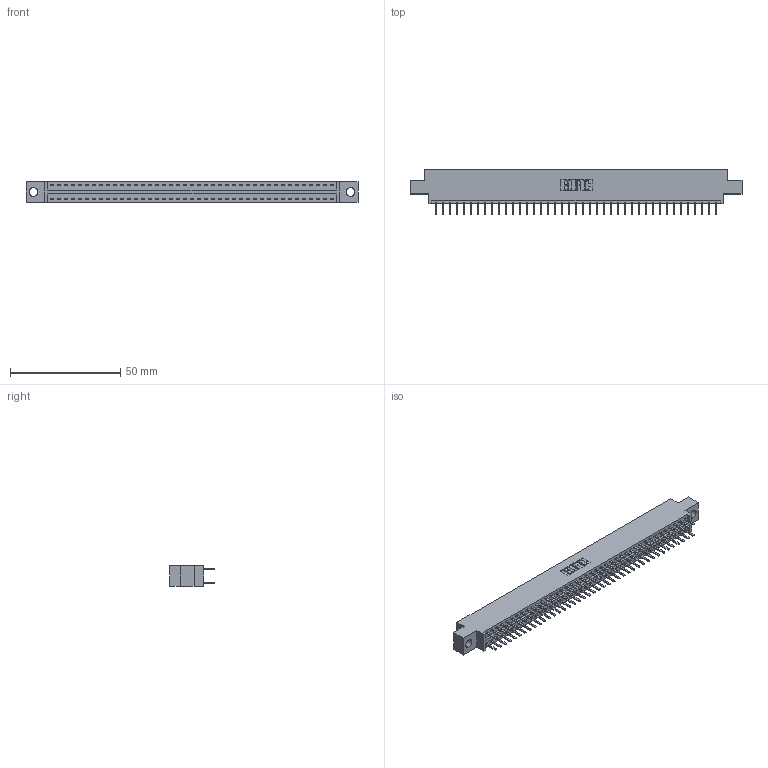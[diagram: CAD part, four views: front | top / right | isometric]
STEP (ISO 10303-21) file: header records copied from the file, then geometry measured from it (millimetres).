
FILE_DESCRIPTION (( 'STEP AP203' ), '1' );
FILE_NAME ('346-082-520-804.STEP', '2022-05-25T17:13:42', ( '' ), ( '' ), 'SwSTEP 2.0', 'SolidWorks 2020', '' );
FILE_SCHEMA (( 'CONFIG_CONTROL_DESIGN' ));
Length unit declared in the file: inch
Products named in the file (3): 345-292-001_345-293-120; 346-082-520-804; 346 Part_0.170 Offset - 0.156 Dia-TH
Assembly tree (83 placements, depth 2):
  346-082-520-804
    346 Part_0.170 Offset - 0.156 Dia-TH
    345-292-001_345-293-120  x82
Bounding box: 150.75 x 20.02 x 9.4 mm (x, y, z)
Volume: 14395.5 mm3; surface area: 19714.9 mm2
Topology: 83 solids, 83 shells, 4732 faces, 13743 edges, 8942 vertices
Faces by surface type: plane 3128, cylinder 1604
Entity records: 27557 total; most frequent: CARTESIAN_POINT 4562, ORIENTED_EDGE 4482, DIRECTION 4057, EDGE_CURVE 2241, LINE 1941, VECTOR 1941, VERTEX_POINT 1490, AXIS2_PLACEMENT_3D 1058
